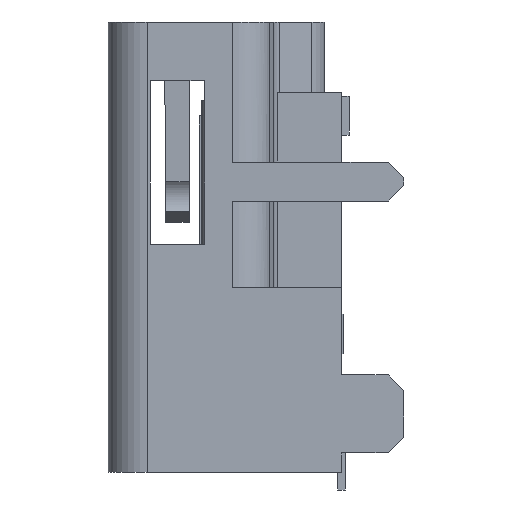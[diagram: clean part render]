
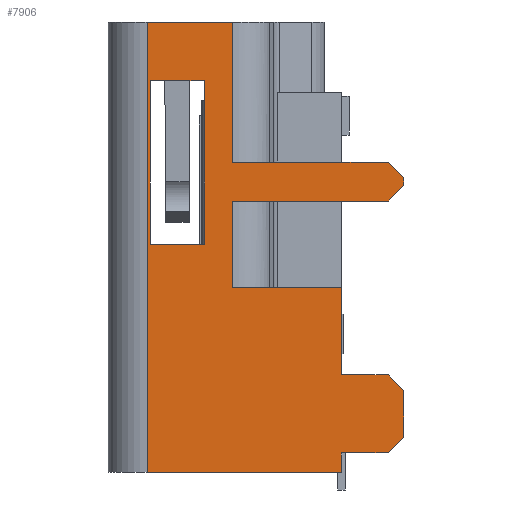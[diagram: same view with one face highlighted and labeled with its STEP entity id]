
A CAD part, left-side view. The second image highlights one B-rep face of the part: STEP entity #7906.
In plain terms, the highlighted planar face has unit normal (-1, 0, 0).
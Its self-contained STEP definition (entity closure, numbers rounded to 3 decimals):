
#143=DIRECTION('',(0.,-1.,0.));
#144=VECTOR('',#143,2.184);
#145=CARTESIAN_POINT('',(-7.5,1.775,0.));
#146=LINE('',#145,#144);
#184=DIRECTION('',(0.,-1.,0.));
#185=VECTOR('',#184,2.796);
#186=CARTESIAN_POINT('',(-7.5,-0.409,-6.8));
#187=LINE('',#186,#185);
#670=DIRECTION('',(0.,0.,-1.));
#671=VECTOR('',#670,2.25);
#672=CARTESIAN_POINT('',(-7.5,-3.205,-6.8));
#673=LINE('',#672,#671);
#782=DIRECTION('',(0.,0.,-1.));
#783=VECTOR('',#782,0.5);
#784=CARTESIAN_POINT('',(-7.5,-3.205,-11.05));
#785=LINE('',#784,#783);
#1229=DIRECTION('',(0.,1.,0.));
#1230=VECTOR('',#1229,3.996);
#1231=CARTESIAN_POINT('',(-7.5,-4.405,-3.59));
#1232=LINE('',#1231,#1230);
#1237=DIRECTION('',(0.,0.,1.));
#1238=VECTOR('',#1237,4.2);
#1239=CARTESIAN_POINT('',(-7.5,1.7,-5.7));
#1240=LINE('',#1239,#1238);
#1241=DIRECTION('',(0.,1.,0.));
#1242=VECTOR('',#1241,1.4);
#1243=CARTESIAN_POINT('',(-7.5,0.3,-5.7));
#1244=LINE('',#1243,#1242);
#1245=DIRECTION('',(0.,0.,-1.));
#1246=VECTOR('',#1245,4.2);
#1247=CARTESIAN_POINT('',(-7.5,0.3,-1.5));
#1248=LINE('',#1247,#1246);
#1249=DIRECTION('',(0.,-1.,0.));
#1250=VECTOR('',#1249,0.378);
#1251=CARTESIAN_POINT('',(-7.5,0.678,-1.5));
#1252=LINE('',#1251,#1250);
#1253=DIRECTION('',(0.,1.,0.));
#1254=VECTOR('',#1253,0.644);
#1255=CARTESIAN_POINT('',(-7.5,0.678,-1.5));
#1256=LINE('',#1255,#1254);
#1257=DIRECTION('',(0.,-1.,0.));
#1258=VECTOR('',#1257,0.378);
#1259=CARTESIAN_POINT('',(-7.5,1.7,-1.5));
#1260=LINE('',#1259,#1258);
#1261=DIRECTION('',(0.,0.707,0.707));
#1262=VECTOR('',#1261,0.566);
#1263=CARTESIAN_POINT('',(-7.5,-4.805,-3.99));
#1264=LINE('',#1263,#1262);
#1265=DIRECTION('',(0.,0.,1.));
#1266=VECTOR('',#1265,0.2);
#1267=CARTESIAN_POINT('',(-7.5,-4.805,-4.19));
#1268=LINE('',#1267,#1266);
#1269=DIRECTION('',(0.,-0.707,0.707));
#1270=VECTOR('',#1269,0.566);
#1271=CARTESIAN_POINT('',(-7.5,-4.405,-4.59));
#1272=LINE('',#1271,#1270);
#1273=DIRECTION('',(0.,1.,0.));
#1274=VECTOR('',#1273,1.2);
#1275=CARTESIAN_POINT('',(-7.5,-4.405,-9.05));
#1276=LINE('',#1275,#1274);
#1277=DIRECTION('',(0.,0.707,0.707));
#1278=VECTOR('',#1277,0.566);
#1279=CARTESIAN_POINT('',(-7.5,-4.805,-9.45));
#1280=LINE('',#1279,#1278);
#1281=DIRECTION('',(0.,0.,1.));
#1282=VECTOR('',#1281,1.2);
#1283=CARTESIAN_POINT('',(-7.5,-4.805,-10.65));
#1284=LINE('',#1283,#1282);
#1285=DIRECTION('',(0.,-0.707,0.707));
#1286=VECTOR('',#1285,0.566);
#1287=CARTESIAN_POINT('',(-7.5,-4.405,-11.05));
#1288=LINE('',#1287,#1286);
#1289=DIRECTION('',(0.,-1.,0.));
#1290=VECTOR('',#1289,1.2);
#1291=CARTESIAN_POINT('',(-7.5,-3.205,-11.05));
#1292=LINE('',#1291,#1290);
#1293=DIRECTION('',(0.,0.,1.));
#1294=VECTOR('',#1293,11.55);
#1295=CARTESIAN_POINT('',(-7.5,1.775,-11.55));
#1296=LINE('',#1295,#1294);
#1721=DIRECTION('',(0.,0.,-1.));
#1722=VECTOR('',#1721,3.59);
#1723=CARTESIAN_POINT('',(-7.5,-0.409,0.));
#1724=LINE('',#1723,#1722);
#1730=DIRECTION('',(0.,0.,-1.));
#1731=VECTOR('',#1730,2.21);
#1732=CARTESIAN_POINT('',(-7.5,-0.409,-4.59));
#1733=LINE('',#1732,#1731);
#1795=DIRECTION('',(0.,-1.,0.));
#1796=VECTOR('',#1795,3.996);
#1797=CARTESIAN_POINT('',(-7.5,-0.409,-4.59));
#1798=LINE('',#1797,#1796);
#2161=DIRECTION('',(0.,-1.,0.));
#2162=VECTOR('',#2161,4.98);
#2163=CARTESIAN_POINT('',(-7.5,1.775,-11.55));
#2164=LINE('',#2163,#2162);
#5072=CARTESIAN_POINT('',(-7.5,1.775,0.));
#5074=VERTEX_POINT('',#5072);
#5075=CARTESIAN_POINT('',(-7.5,-0.409,0.));
#5076=VERTEX_POINT('',#5075);
#5107=CARTESIAN_POINT('',(-7.5,1.775,-11.55));
#5108=VERTEX_POINT('',#5107);
#5109=CARTESIAN_POINT('',(-7.5,-3.205,-11.55));
#5110=VERTEX_POINT('',#5109);
#5167=CARTESIAN_POINT('',(-7.5,-0.409,-6.8));
#5168=CARTESIAN_POINT('',(-7.5,-3.205,-6.8));
#5169=VERTEX_POINT('',#5167);
#5170=VERTEX_POINT('',#5168);
#5496=CARTESIAN_POINT('',(-7.5,0.3,-5.7));
#5497=CARTESIAN_POINT('',(-7.5,1.7,-5.7));
#5498=VERTEX_POINT('',#5496);
#5499=VERTEX_POINT('',#5497);
#5520=CARTESIAN_POINT('',(-7.5,1.7,-1.5));
#5521=CARTESIAN_POINT('',(-7.5,1.322,-1.5));
#5522=VERTEX_POINT('',#5520);
#5523=VERTEX_POINT('',#5521);
#5524=CARTESIAN_POINT('',(-7.5,0.678,-1.5));
#5525=CARTESIAN_POINT('',(-7.5,0.3,-1.5));
#5526=VERTEX_POINT('',#5524);
#5527=VERTEX_POINT('',#5525);
#5618=CARTESIAN_POINT('',(-7.5,-4.405,-11.05));
#5619=CARTESIAN_POINT('',(-7.5,-4.805,-10.65));
#5620=VERTEX_POINT('',#5618);
#5621=VERTEX_POINT('',#5619);
#5622=CARTESIAN_POINT('',(-7.5,-4.805,-9.45));
#5623=VERTEX_POINT('',#5622);
#5624=CARTESIAN_POINT('',(-7.5,-4.405,-9.05));
#5625=VERTEX_POINT('',#5624);
#5626=CARTESIAN_POINT('',(-7.5,-4.405,-4.59));
#5627=CARTESIAN_POINT('',(-7.5,-4.805,-4.19));
#5628=VERTEX_POINT('',#5626);
#5629=VERTEX_POINT('',#5627);
#5630=CARTESIAN_POINT('',(-7.5,-4.805,-3.99));
#5631=VERTEX_POINT('',#5630);
#5632=CARTESIAN_POINT('',(-7.5,-4.405,-3.59));
#5633=VERTEX_POINT('',#5632);
#5654=CARTESIAN_POINT('',(-7.5,-0.409,-3.59));
#5655=VERTEX_POINT('',#5654);
#5656=CARTESIAN_POINT('',(-7.5,-0.409,-4.59));
#5657=VERTEX_POINT('',#5656);
#5658=CARTESIAN_POINT('',(-7.5,-3.205,-9.05));
#5660=VERTEX_POINT('',#5658);
#5662=CARTESIAN_POINT('',(-7.5,-3.205,-11.05));
#5664=VERTEX_POINT('',#5662);
#7854=CARTESIAN_POINT('',(-7.5,1.775,0.));
#7855=DIRECTION('',(-1.,0.,0.));
#7856=DIRECTION('',(0.,-1.,0.));
#7857=AXIS2_PLACEMENT_3D('',#7854,#7855,#7856);
#7858=PLANE('',#7857);
#7860=ORIENTED_EDGE('',*,*,#7859,.T.);
#7861=ORIENTED_EDGE('',*,*,#7840,.F.);
#7863=ORIENTED_EDGE('',*,*,#7862,.F.);
#7865=ORIENTED_EDGE('',*,*,#7864,.F.);
#7867=ORIENTED_EDGE('',*,*,#7866,.F.);
#7869=ORIENTED_EDGE('',*,*,#7868,.F.);
#7871=ORIENTED_EDGE('',*,*,#7870,.T.);
#7872=ORIENTED_EDGE('',*,*,#6722,.T.);
#7873=ORIENTED_EDGE('',*,*,#7042,.T.);
#7875=ORIENTED_EDGE('',*,*,#7874,.F.);
#7877=ORIENTED_EDGE('',*,*,#7876,.F.);
#7879=ORIENTED_EDGE('',*,*,#7878,.F.);
#7881=ORIENTED_EDGE('',*,*,#7880,.F.);
#7883=ORIENTED_EDGE('',*,*,#7882,.F.);
#7884=ORIENTED_EDGE('',*,*,#7156,.T.);
#7886=ORIENTED_EDGE('',*,*,#7885,.F.);
#7888=ORIENTED_EDGE('',*,*,#7887,.T.);
#7889=ORIENTED_EDGE('',*,*,#6633,.T.);
#7890=EDGE_LOOP('',(#7860,#7861,#7863,#7865,#7867,#7869,#7871,#7872,#7873,#7875,
#7877,#7879,#7881,#7883,#7884,#7886,#7888,#7889));
#7891=FACE_OUTER_BOUND('',#7890,.F.);
#7893=ORIENTED_EDGE('',*,*,#7892,.F.);
#7895=ORIENTED_EDGE('',*,*,#7894,.F.);
#7897=ORIENTED_EDGE('',*,*,#7896,.F.);
#7899=ORIENTED_EDGE('',*,*,#7898,.F.);
#7901=ORIENTED_EDGE('',*,*,#7900,.T.);
#7903=ORIENTED_EDGE('',*,*,#7902,.F.);
#7904=EDGE_LOOP('',(#7893,#7895,#7897,#7899,#7901,#7903));
#7905=FACE_BOUND('',#7904,.F.);
#6633=EDGE_CURVE('',#5074,#5076,#146,.T.);
#6722=EDGE_CURVE('',#5169,#5170,#187,.T.);
#7042=EDGE_CURVE('',#5170,#5660,#673,.T.);
#7156=EDGE_CURVE('',#5664,#5110,#785,.T.);
#7840=EDGE_CURVE('',#5633,#5655,#1232,.T.);
#7859=EDGE_CURVE('',#5076,#5655,#1724,.T.);
#7862=EDGE_CURVE('',#5631,#5633,#1264,.T.);
#7864=EDGE_CURVE('',#5629,#5631,#1268,.T.);
#7866=EDGE_CURVE('',#5628,#5629,#1272,.T.);
#7868=EDGE_CURVE('',#5657,#5628,#1798,.T.);
#7870=EDGE_CURVE('',#5657,#5169,#1733,.T.);
#7874=EDGE_CURVE('',#5625,#5660,#1276,.T.);
#7876=EDGE_CURVE('',#5623,#5625,#1280,.T.);
#7878=EDGE_CURVE('',#5621,#5623,#1284,.T.);
#7880=EDGE_CURVE('',#5620,#5621,#1288,.T.);
#7882=EDGE_CURVE('',#5664,#5620,#1292,.T.);
#7885=EDGE_CURVE('',#5108,#5110,#2164,.T.);
#7887=EDGE_CURVE('',#5108,#5074,#1296,.T.);
#7892=EDGE_CURVE('',#5499,#5522,#1240,.T.);
#7894=EDGE_CURVE('',#5498,#5499,#1244,.T.);
#7896=EDGE_CURVE('',#5527,#5498,#1248,.T.);
#7898=EDGE_CURVE('',#5526,#5527,#1252,.T.);
#7900=EDGE_CURVE('',#5526,#5523,#1256,.T.);
#7902=EDGE_CURVE('',#5522,#5523,#1260,.T.);
#7906=ADVANCED_FACE('',(#7891,#7905),#7858,.T.);
